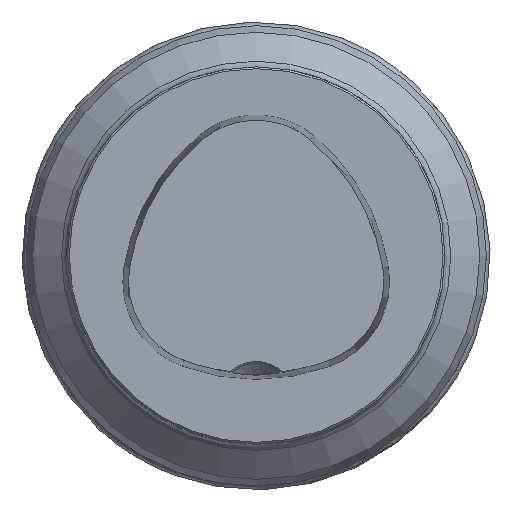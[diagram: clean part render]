
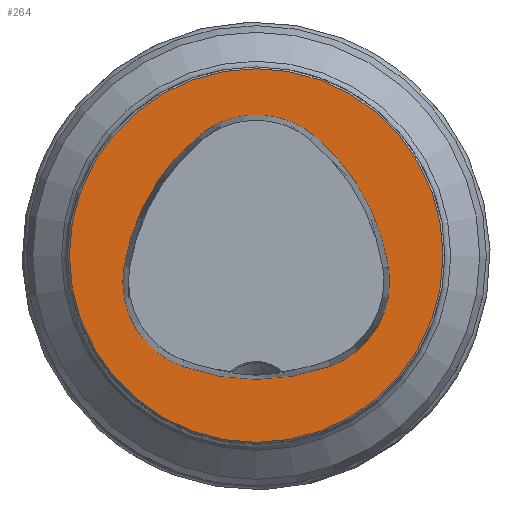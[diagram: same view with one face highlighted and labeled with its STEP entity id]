
A CAD part, top view. The second image highlights one B-rep face of the part: STEP entity #264.
In plain terms, the highlighted planar face has unit normal (0, 0, 1).
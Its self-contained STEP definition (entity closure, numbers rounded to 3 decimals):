
#140=PLANE('',#997);
#264=ADVANCED_FACE('',(#362,#363),#140,.T.);
#362=FACE_BOUND('',#406,.T.);
#363=FACE_BOUND('',#407,.T.);
#406=EDGE_LOOP('',(#521));
#407=EDGE_LOOP('',(#522,#523,#524,#525,#526,#527));
#521=ORIENTED_EDGE('',*,*,#758,.T.);
#522=ORIENTED_EDGE('',*,*,#759,.F.);
#523=ORIENTED_EDGE('',*,*,#760,.F.);
#524=ORIENTED_EDGE('',*,*,#761,.F.);
#525=ORIENTED_EDGE('',*,*,#762,.F.);
#526=ORIENTED_EDGE('',*,*,#756,.F.);
#527=ORIENTED_EDGE('',*,*,#763,.F.);
#685=VERTEX_POINT('',#1725);
#686=VERTEX_POINT('',#1727);
#687=VERTEX_POINT('',#1731);
#688=VERTEX_POINT('',#1733);
#689=VERTEX_POINT('',#1734);
#690=VERTEX_POINT('',#1736);
#691=VERTEX_POINT('',#1738);
#756=EDGE_CURVE('',#685,#686,#811,.T.);
#758=EDGE_CURVE('',#687,#687,#812,.T.);
#759=EDGE_CURVE('',#688,#689,#813,.T.);
#760=EDGE_CURVE('',#690,#688,#814,.T.);
#761=EDGE_CURVE('',#691,#690,#815,.T.);
#762=EDGE_CURVE('',#686,#691,#816,.T.);
#763=EDGE_CURVE('',#689,#685,#817,.T.);
#811=CIRCLE('',#989,36.075);
#812=CIRCLE('',#991,31.2);
#813=CIRCLE('',#992,36.075);
#814=CIRCLE('',#993,15.075);
#815=CIRCLE('',#994,36.075);
#816=CIRCLE('',#995,15.075);
#817=CIRCLE('',#996,15.075);
#989=AXIS2_PLACEMENT_3D('',#1726,#1163,#1164);
#991=AXIS2_PLACEMENT_3D('',#1730,#1168,#1169);
#992=AXIS2_PLACEMENT_3D('',#1732,#1170,#1171);
#993=AXIS2_PLACEMENT_3D('',#1735,#1172,#1173);
#994=AXIS2_PLACEMENT_3D('',#1737,#1174,#1175);
#995=AXIS2_PLACEMENT_3D('',#1739,#1176,#1177);
#996=AXIS2_PLACEMENT_3D('',#1740,#1178,#1179);
#997=AXIS2_PLACEMENT_3D('',#1741,#1180,#1181);
#1163=DIRECTION('',(0.,0.,1.));
#1164=DIRECTION('',(1.,0.,0.));
#1168=DIRECTION('',(0.,0.,1.));
#1169=DIRECTION('',(1.,0.,0.));
#1170=DIRECTION('',(0.,0.,1.));
#1171=DIRECTION('',(1.,0.,0.));
#1172=DIRECTION('',(0.,0.,1.));
#1173=DIRECTION('',(1.,0.,0.));
#1174=DIRECTION('',(0.,0.,1.));
#1175=DIRECTION('',(1.,0.,0.));
#1176=DIRECTION('',(0.,0.,1.));
#1177=DIRECTION('',(1.,0.,0.));
#1178=DIRECTION('',(0.,0.,1.));
#1179=DIRECTION('',(1.,0.,0.));
#1180=DIRECTION('',(0.,0.,1.));
#1181=DIRECTION('',(1.,0.,0.));
#1725=CARTESIAN_POINT('',(-12.368,-18.489,0.));
#1726=CARTESIAN_POINT('',(0.,15.4,0.));
#1727=CARTESIAN_POINT('',(12.368,-18.489,0.));
#1730=CARTESIAN_POINT('',(0.,0.,0.));
#1731=CARTESIAN_POINT('',(31.2,0.,0.));
#1732=CARTESIAN_POINT('',(13.535,-7.656,0.));
#1733=CARTESIAN_POINT('',(-9.716,19.927,0.));
#1734=CARTESIAN_POINT('',(-22.084,-1.937,0.));
#1735=CARTESIAN_POINT('',(0.,8.4,0.));
#1736=CARTESIAN_POINT('',(9.716,19.927,0.));
#1737=CARTESIAN_POINT('',(-13.535,-7.656,0.));
#1738=CARTESIAN_POINT('',(22.084,-1.937,0.));
#1739=CARTESIAN_POINT('',(7.2,-4.327,0.));
#1740=CARTESIAN_POINT('',(-7.2,-4.327,0.));
#1741=CARTESIAN_POINT('',(0.,0.,0.));
